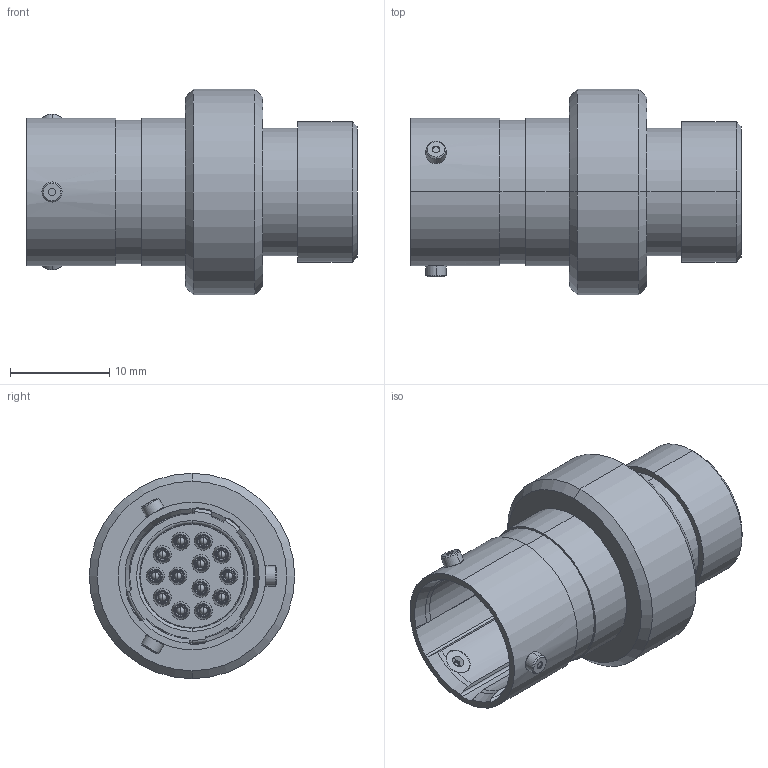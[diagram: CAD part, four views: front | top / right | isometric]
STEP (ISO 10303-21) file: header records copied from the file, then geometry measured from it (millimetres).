
FILE_DESCRIPTION (( 'STEP AP214' ), '1' );
FILE_NAME ('AS110-35PB.STEP', '2021-02-25T13:21:19', ( 'TE Connectivity' ), ( 'TE Connectivity' ), 'SwSTEP 2.0', 'SolidWorks 2016', '' );
FILE_SCHEMA (( 'AUTOMOTIVE_DESIGN' ));
Length unit declared in the file: millimetre
Products named in the file (1): AS110-35PB
Bounding box: 33.3 x 20.7 x 20.7 mm (x, y, z)
Volume: 4529.1 mm3; surface area: 6277.2 mm2
Topology: 24 solids, 24 shells, 1072 faces, 2254 edges, 1305 vertices
Faces by surface type: torus 384, cylinder 361, cone 160, plane 151, sphere 16
Entity records: 41255 total; most frequent: DIRECTION 5971, CARTESIAN_POINT 4995, ORIENTED_EDGE 4480, AXIS2_PLACEMENT_3D 2710, EDGE_CURVE 2240, CIRCLE 1637, VERTEX_POINT 1301, EDGE_LOOP 1247
